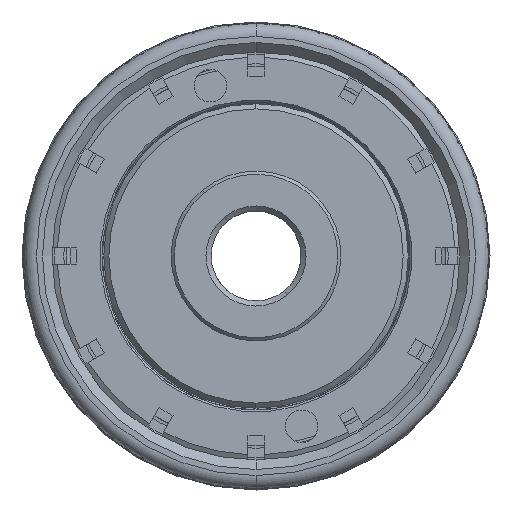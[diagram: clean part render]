
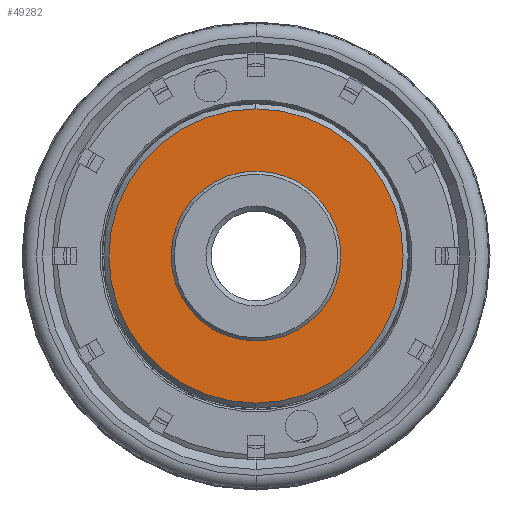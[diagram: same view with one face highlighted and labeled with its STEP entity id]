
A CAD part, left-side view. The second image highlights one B-rep face of the part: STEP entity #49282.
In plain terms, the highlighted planar face has unit normal (-1, 0, 0).
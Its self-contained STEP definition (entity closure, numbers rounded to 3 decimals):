
#227 = DIRECTION ( 'NONE',  ( 1., 0., 0. ) ) ;
#1757 = FACE_BOUND ( 'NONE', #42563, .T. ) ;
#6111 = VERTEX_POINT ( 'NONE', #60480 ) ;
#7181 = ORIENTED_EDGE ( 'NONE', *, *, #39709, .F. ) ;
#10997 = CARTESIAN_POINT ( 'NONE',  ( -25.5, 0., 0. ) ) ;
#11290 = EDGE_CURVE ( 'NONE', #6111, #55781, #18529, .T. ) ;
#11549 = ORIENTED_EDGE ( 'NONE', *, *, #67668, .F. ) ;
#11729 = ORIENTED_EDGE ( 'NONE', *, *, #11290, .T. ) ;
#13443 = EDGE_LOOP ( 'NONE', ( #11549, #7181 ) ) ;
#16864 = DIRECTION ( 'NONE',  ( 0., 0., -1. ) ) ;
#18196 = DIRECTION ( 'NONE',  ( -1., 0., 0. ) ) ;
#18529 = CIRCLE ( 'NONE', #47714, 10. ) ;
#19571 = CIRCLE ( 'NONE', #34546, 22.95 ) ;
#22851 = DIRECTION ( 'NONE',  ( 1., 0., 0. ) ) ;
#27763 = VERTEX_POINT ( 'NONE', #32973 ) ;
#29403 = EDGE_CURVE ( 'NONE', #55781, #6111, #33700, .T. ) ;
#31553 = DIRECTION ( 'NONE',  ( 1., 0., 0. ) ) ;
#32973 = CARTESIAN_POINT ( 'NONE',  ( -25.5, 0., 22.95 ) ) ;
#33567 = AXIS2_PLACEMENT_3D ( 'NONE', #10997, #52068, #16864 ) ;
#33700 = CIRCLE ( 'NONE', #33567, 10. ) ;
#34546 = AXIS2_PLACEMENT_3D ( 'NONE', #35461, #227, #41337 ) ;
#35461 = CARTESIAN_POINT ( 'NONE',  ( -25.5, 0., 0. ) ) ;
#36085 = AXIS2_PLACEMENT_3D ( 'NONE', #64898, #18196, #59271 ) ;
#38032 = ORIENTED_EDGE ( 'NONE', *, *, #29403, .T. ) ;
#39709 = EDGE_CURVE ( 'NONE', #27763, #70912, #66740, .T. ) ;
#41337 = DIRECTION ( 'NONE',  ( 0., 0., -1. ) ) ;
#42563 = EDGE_LOOP ( 'NONE', ( #11729, #38032 ) ) ;
#46850 = FACE_OUTER_BOUND ( 'NONE', #13443, .T. ) ;
#47714 = AXIS2_PLACEMENT_3D ( 'NONE', #58046, #22851, #63956 ) ;
#49282 = ADVANCED_FACE ( 'NONE', ( #1757, #46850 ), #53379, .T. ) ;
#52068 = DIRECTION ( 'NONE',  ( 1., 0., 0. ) ) ;
#53379 = PLANE ( 'NONE',  #36085 ) ;
#55781 = VERTEX_POINT ( 'NONE', #76148 ) ;
#58046 = CARTESIAN_POINT ( 'NONE',  ( -25.5, 0., 0. ) ) ;
#59271 = DIRECTION ( 'NONE',  ( 0., 0., 1. ) ) ;
#60480 = CARTESIAN_POINT ( 'NONE',  ( -25.5, 0., -10. ) ) ;
#62733 = CARTESIAN_POINT ( 'NONE',  ( -25.5, 0., -22.95 ) ) ;
#63956 = DIRECTION ( 'NONE',  ( 0., 0., -1. ) ) ;
#64898 = CARTESIAN_POINT ( 'NONE',  ( -25.5, 10., 0. ) ) ;
#66736 = CARTESIAN_POINT ( 'NONE',  ( -25.5, 0., 0. ) ) ;
#66740 = CIRCLE ( 'NONE', #68517, 22.95 ) ;
#67668 = EDGE_CURVE ( 'NONE', #70912, #27763, #19571, .T. ) ;
#68517 = AXIS2_PLACEMENT_3D ( 'NONE', #66736, #31553, #72619 ) ;
#70912 = VERTEX_POINT ( 'NONE', #62733 ) ;
#72619 = DIRECTION ( 'NONE',  ( 0., 0., -1. ) ) ;
#76148 = CARTESIAN_POINT ( 'NONE',  ( -25.5, 0., 10. ) ) ;
